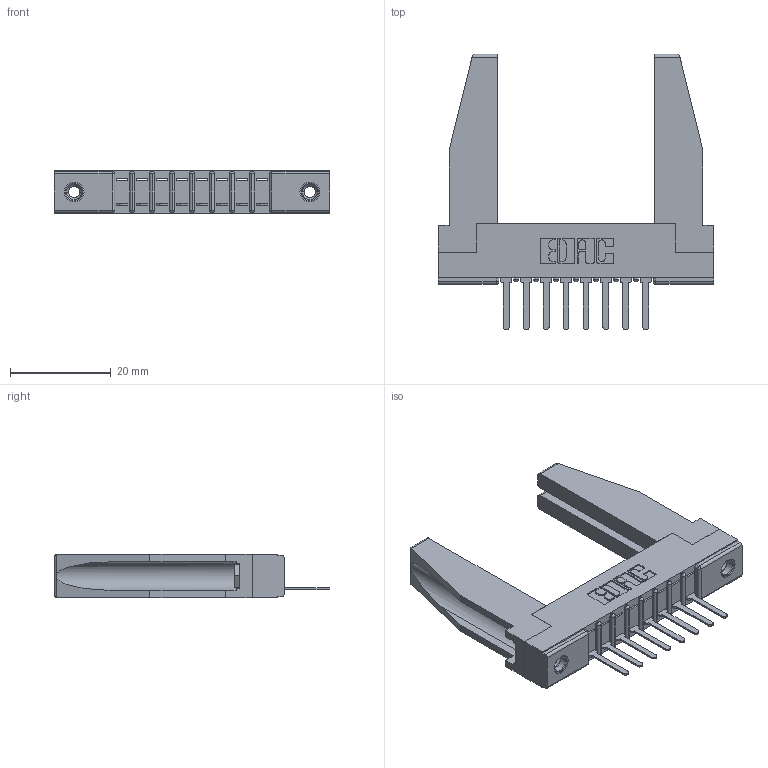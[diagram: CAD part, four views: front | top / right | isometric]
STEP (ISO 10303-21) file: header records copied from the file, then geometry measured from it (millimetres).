
FILE_DESCRIPTION (( 'STEP AP203' ), '1' );
FILE_NAME ('357-008-527-178.STEP', '2019-09-13T18:28:59', ( '' ), ( '' ), 'SwSTEP 2.0', 'SolidWorks 2016', '' );
FILE_SCHEMA (( 'CONFIG_CONTROL_DESIGN' ));
Length unit declared in the file: inch
Products named in the file (5): 307-290-001_527; 357-008-527-178; 307-220-078; 345-250-001_345-250-001-102; 307 Part_.156 Dia Mounting Holes
Assembly tree (13 placements, depth 2):
  357-008-527-178
    307 Part_.156 Dia Mounting Holes
    307-290-001_527  x8
    307-220-078  x2
    345-250-001_345-250-001-102  x2
Bounding box: 54.71 x 54.81 x 8.71 mm (x, y, z)
Volume: 7487.6 mm3; surface area: 8746.7 mm2
Topology: 13 solids, 13 shells, 705 faces, 1949 edges, 1254 vertices
Faces by surface type: plane 450, cylinder 221, sphere 18, cone 12, torus 4
Entity records: 13457 total; most frequent: CARTESIAN_POINT 2254, ORIENTED_EDGE 2196, DIRECTION 2168, EDGE_CURVE 1098, VECTOR 832, LINE 832, VERTEX_POINT 712, AXIS2_PLACEMENT_3D 668
